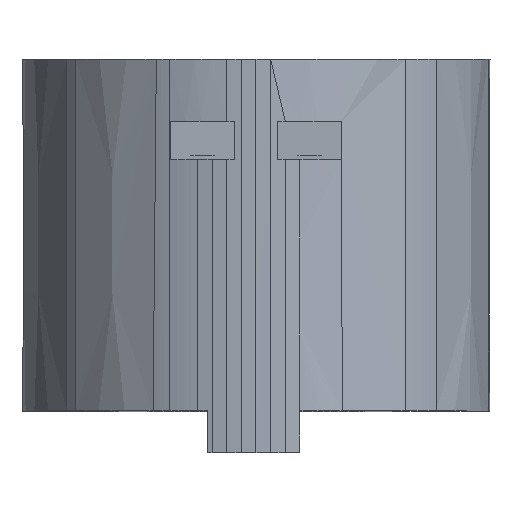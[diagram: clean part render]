
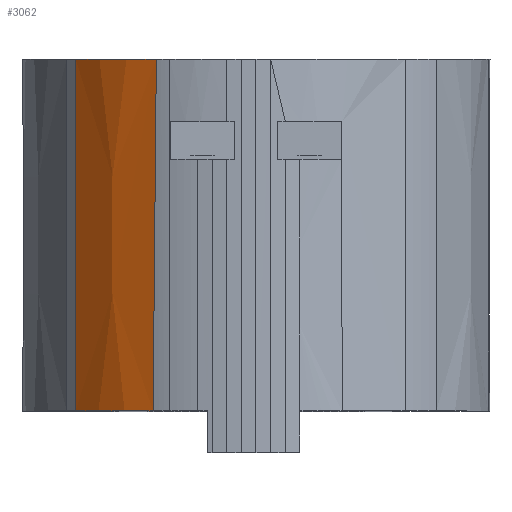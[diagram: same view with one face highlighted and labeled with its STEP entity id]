
A CAD part, top view. The second image highlights one B-rep face of the part: STEP entity #3062.
In plain terms, the highlighted conical face has half-angle 0.049 degrees and reference radius 21.864 mm.
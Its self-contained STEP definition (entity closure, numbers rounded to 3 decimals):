
#99=CIRCLE('',#3268,21.864);
#100=CIRCLE('',#3269,21.892);
#184=B_SPLINE_CURVE_WITH_KNOTS('',3,(#4455,#4456,#4457,#4458),
 .UNSPECIFIED.,.F.,.F.,(4,4),(0.,3.28),
 .UNSPECIFIED.);
#205=B_SPLINE_CURVE_WITH_KNOTS('',3,(#4881,#4882,#4883,#4884),
 .UNSPECIFIED.,.F.,.F.,(4,4),(0.,3.28),
 .UNSPECIFIED.);
#249=CONICAL_SURFACE('',#3267,21.864,0.001);
#367=FACE_OUTER_BOUND('',#517,.T.);
#517=EDGE_LOOP('',(#2129,#2130,#2131,#2132));
#1202=VERTEX_POINT('',#4453);
#1203=VERTEX_POINT('',#4454);
#1301=VERTEX_POINT('',#4878);
#1302=VERTEX_POINT('',#4880);
#1532=EDGE_CURVE('',#1202,#1203,#184,.T.);
#1639=EDGE_CURVE('',#1301,#1203,#99,.T.);
#1640=EDGE_CURVE('',#1302,#1301,#205,.T.);
#1641=EDGE_CURVE('',#1202,#1302,#100,.T.);
#2129=ORIENTED_EDGE('',*,*,#1639,.F.);
#2130=ORIENTED_EDGE('',*,*,#1640,.F.);
#2131=ORIENTED_EDGE('',*,*,#1641,.F.);
#2132=ORIENTED_EDGE('',*,*,#1532,.T.);
#3062=ADVANCED_FACE('',(#367),#249,.T.);
#3267=AXIS2_PLACEMENT_3D('',#4877,#3719,#3720);
#3268=AXIS2_PLACEMENT_3D('',#4879,#3721,#3722);
#3269=AXIS2_PLACEMENT_3D('',#4885,#3723,#3724);
#3719=DIRECTION('center_axis',(0.,-1.,
-0.001));
#3720=DIRECTION('ref_axis',(0.,0.001,-1.));
#3721=DIRECTION('center_axis',(0.,1.,0.));
#3722=DIRECTION('ref_axis',(-0.311,0.,0.951));
#3723=DIRECTION('center_axis',(0.,-1.,0.));
#3724=DIRECTION('ref_axis',(-0.308,0.,0.951));
#4453=CARTESIAN_POINT('',(-21.754,-18.82,118.766));
#4454=CARTESIAN_POINT('',(-21.452,13.982,118.918));
#4455=CARTESIAN_POINT('Ctrl Pts',(-21.754,-18.82,118.766));
#4456=CARTESIAN_POINT('Ctrl Pts',(-21.653,-7.886,118.818));
#4457=CARTESIAN_POINT('Ctrl Pts',(-21.553,3.048,118.868));
#4458=CARTESIAN_POINT('Ctrl Pts',(-21.452,13.982,118.918));
#4877=CARTESIAN_POINT('Origin',(-12.136,13.963,99.138));
#4878=CARTESIAN_POINT('',(-28.977,13.982,113.082));
#4879=CARTESIAN_POINT('Origin',(-12.136,13.982,99.138));
#4880=CARTESIAN_POINT('',(-28.976,-18.82,113.082));
#4881=CARTESIAN_POINT('Ctrl Pts',(-28.976,-18.82,113.082));
#4882=CARTESIAN_POINT('Ctrl Pts',(-28.976,-7.886,113.082));
#4883=CARTESIAN_POINT('Ctrl Pts',(-28.976,3.048,113.082));
#4884=CARTESIAN_POINT('Ctrl Pts',(-28.977,13.982,113.082));
#4885=CARTESIAN_POINT('Origin',(-12.126,-18.82,99.106));
